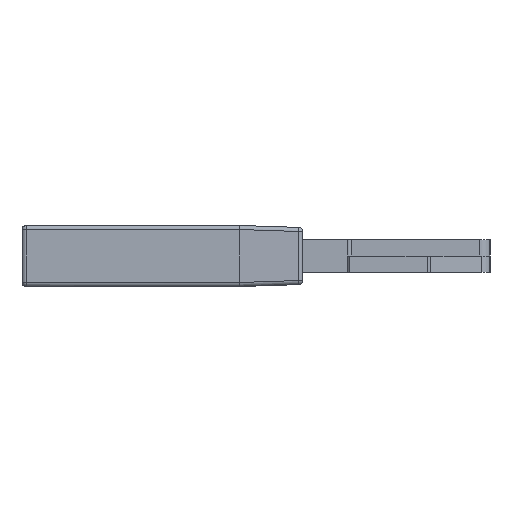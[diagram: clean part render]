
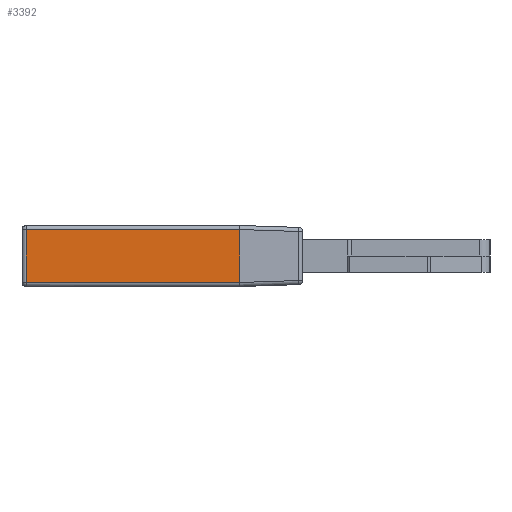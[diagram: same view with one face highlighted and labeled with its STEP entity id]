
A CAD part, left-side view. The second image highlights one B-rep face of the part: STEP entity #3392.
In plain terms, the highlighted planar face has unit normal (-1, 0, 0).
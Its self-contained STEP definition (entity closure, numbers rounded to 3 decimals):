
#1915=FACE_OUTER_BOUND('',#5352,.T.);
#3392=ADVANCED_FACE('',(#1915),#4476,.T.);
#4476=PLANE('',#21013);
#5352=EDGE_LOOP('',(#7337,#7338,#7339,#7340));
#7337=ORIENTED_EDGE('',*,*,#15338,.T.);
#7338=ORIENTED_EDGE('',*,*,#15339,.T.);
#7339=ORIENTED_EDGE('',*,*,#15340,.F.);
#7340=ORIENTED_EDGE('',*,*,#15341,.T.);
#13355=VERTEX_POINT('',#30359);
#13356=VERTEX_POINT('',#30360);
#13357=VERTEX_POINT('',#30362);
#13358=VERTEX_POINT('',#30364);
#15338=EDGE_CURVE('',#13355,#13356,#17831,.T.);
#15339=EDGE_CURVE('',#13356,#13357,#17832,.T.);
#15340=EDGE_CURVE('',#13358,#13357,#17833,.T.);
#15341=EDGE_CURVE('',#13358,#13355,#17834,.T.);
#17831=LINE('',#30358,#19543);
#17832=LINE('',#30361,#19544);
#17833=LINE('',#30363,#19545);
#17834=LINE('',#30365,#19546);
#19543=VECTOR('',#22992,1.);
#19544=VECTOR('',#22993,1.);
#19545=VECTOR('',#22994,1.);
#19546=VECTOR('',#22995,1.);
#21013=AXIS2_PLACEMENT_3D('',#30366,#22996,#22997);
#22992=DIRECTION('',(0.,0.,-1.));
#22993=DIRECTION('',(0.,-1.,0.));
#22994=DIRECTION('',(0.,0.,-1.));
#22995=DIRECTION('',(0.,1.,0.));
#22996=DIRECTION('',(-1.,0.,0.));
#22997=DIRECTION('',(0.,-1.,0.));
#30358=CARTESIAN_POINT('',(-1.9,-0.2,0.));
#30359=CARTESIAN_POINT('',(-1.9,-0.2,2.8));
#30360=CARTESIAN_POINT('',(-1.9,-0.2,0.2));
#30361=CARTESIAN_POINT('',(-1.9,-10.7,0.2));
#30362=CARTESIAN_POINT('',(-1.9,-10.7,0.2));
#30363=CARTESIAN_POINT('',(-1.9,-10.7,3.));
#30364=CARTESIAN_POINT('',(-1.9,-10.7,2.8));
#30365=CARTESIAN_POINT('',(-1.9,0.,2.8));
#30366=CARTESIAN_POINT('',(-1.9,0.,0.));
